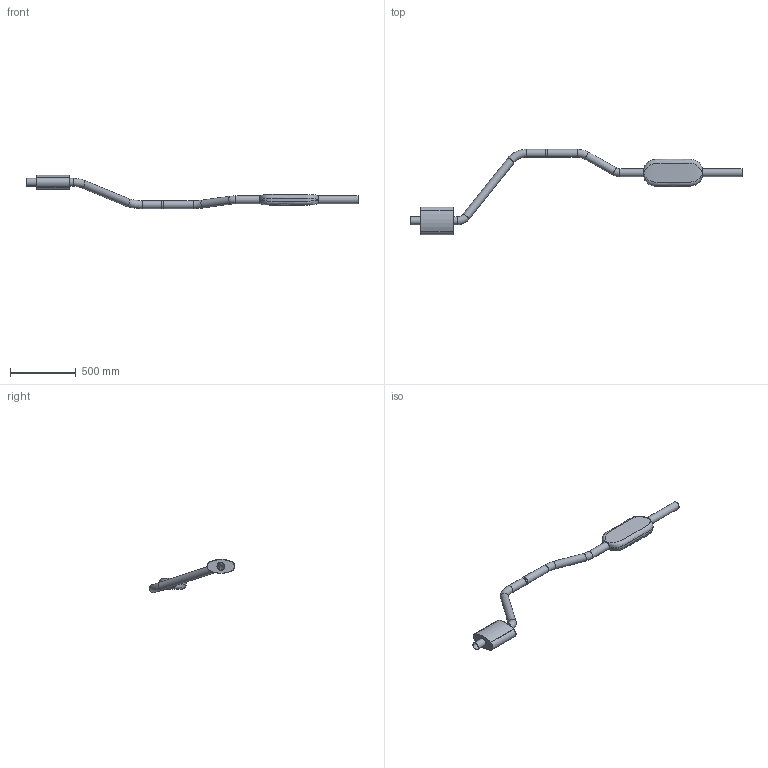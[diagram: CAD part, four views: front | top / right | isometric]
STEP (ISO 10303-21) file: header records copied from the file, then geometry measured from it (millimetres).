
FILE_DESCRIPTION(('a Product shape'),'1');
FILE_NAME('Euclid Facetted BRep Model','No Matter',('A designer'),('MATRA-DATAVISION'),'X-STEP - Interface V1','EUCLID','Authorised by XXXXX');
FILE_SCHEMA(('AUTOMOTIVE_DESIGN_CC1 { 1 2 10303 214 -1 1 3 2}'));
Length unit declared in the file: metre
Products named in the file (1): the product name
Bounding box: 2526.5 x 649.7 x 252.6 mm (x, y, z)
Volume: 7330204.4 mm3; surface area: 1331368.8 mm2
Topology: 6 solids, 6 shells, 58 faces, 116 edges, 72 vertices
Faces by surface type: cylinder 28, plane 14, torus 8, bspline 8
Full cylindrical faces by diameter (mm): 56 x10, 60 x8
Entity records: 4778 total; most frequent: CARTESIAN_POINT 2568, DIRECTION 364, ORIENTED_EDGE 232, PCURVE 232, DEFINITIONAL_REPRESENTATION 232, LINE 152, VECTOR 152, EDGE_CURVE 116
